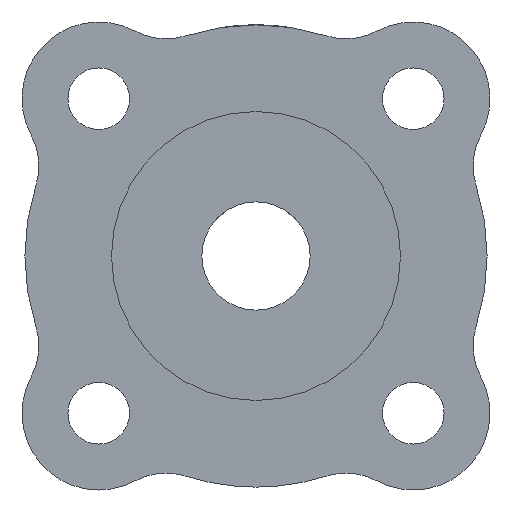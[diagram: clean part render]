
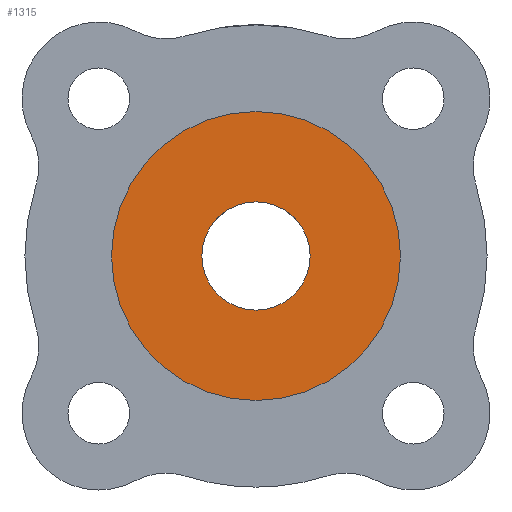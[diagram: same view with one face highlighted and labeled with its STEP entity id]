
A CAD part, front view. The second image highlights one B-rep face of the part: STEP entity #1315.
In plain terms, the highlighted planar face has unit normal (0, -1, 0).
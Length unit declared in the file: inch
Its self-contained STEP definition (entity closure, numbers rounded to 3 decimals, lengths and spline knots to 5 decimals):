
#6 = CIRCLE ( 'NONE', #666, 0.09375 ) ;
#38 = CIRCLE ( 'NONE', #692, 0.25 ) ;
#61 = VERTEX_POINT ( 'NONE', #424 ) ;
#226 = ORIENTED_EDGE ( 'NONE', *, *, #1186, .T. ) ;
#359 = CIRCLE ( 'NONE', #1304, 0.09375 ) ;
#393 = AXIS2_PLACEMENT_3D ( 'NONE', #889, #701, #685 ) ;
#396 = CIRCLE ( 'NONE', #729, 0.25 ) ;
#424 = CARTESIAN_POINT ( 'NONE',  ( 0., 0., -0.09375 ) ) ;
#436 = VERTEX_POINT ( 'NONE', #1232 ) ;
#453 = ORIENTED_EDGE ( 'NONE', *, *, #720, .T. ) ;
#491 = EDGE_LOOP ( 'NONE', ( #1302, #1191 ) ) ;
#590 = FACE_OUTER_BOUND ( 'NONE', #491, .T. ) ;
#599 = DIRECTION ( 'NONE',  ( 0., 0., 1. ) ) ;
#601 = DIRECTION ( 'NONE',  ( 0., 1., 0. ) ) ;
#604 = CARTESIAN_POINT ( 'NONE',  ( 0., 0., 0. ) ) ;
#666 = AXIS2_PLACEMENT_3D ( 'NONE', #890, #887, #881 ) ;
#685 = DIRECTION ( 'NONE',  ( 0., 0., 1. ) ) ;
#692 = AXIS2_PLACEMENT_3D ( 'NONE', #973, #969, #919 ) ;
#701 = DIRECTION ( 'NONE',  ( 0., 1., 0. ) ) ;
#703 = EDGE_LOOP ( 'NONE', ( #226, #453 ) ) ;
#720 = EDGE_CURVE ( 'NONE', #61, #436, #359, .T. ) ;
#721 = VERTEX_POINT ( 'NONE', #804 ) ;
#729 = AXIS2_PLACEMENT_3D ( 'NONE', #1422, #1392, #1375 ) ;
#782 = PLANE ( 'NONE',  #393 ) ;
#804 = CARTESIAN_POINT ( 'NONE',  ( 0., 0., 0.25 ) ) ;
#881 = DIRECTION ( 'NONE',  ( 0., 0., 1. ) ) ;
#887 = DIRECTION ( 'NONE',  ( 0., 1., 0. ) ) ;
#889 = CARTESIAN_POINT ( 'NONE',  ( 0., 0., 0. ) ) ;
#890 = CARTESIAN_POINT ( 'NONE',  ( 0., 0., 0. ) ) ;
#906 = CARTESIAN_POINT ( 'NONE',  ( 0., 0., -0.25 ) ) ;
#919 = DIRECTION ( 'NONE',  ( 0., 0., 1. ) ) ;
#961 = FACE_BOUND ( 'NONE', #703, .T. ) ;
#969 = DIRECTION ( 'NONE',  ( 0., 1., 0. ) ) ;
#973 = CARTESIAN_POINT ( 'NONE',  ( 0., 0., 0. ) ) ;
#1160 = EDGE_CURVE ( 'NONE', #721, #1307, #396, .T. ) ;
#1183 = EDGE_CURVE ( 'NONE', #1307, #721, #38, .T. ) ;
#1186 = EDGE_CURVE ( 'NONE', #436, #61, #6, .T. ) ;
#1191 = ORIENTED_EDGE ( 'NONE', *, *, #1160, .F. ) ;
#1232 = CARTESIAN_POINT ( 'NONE',  ( 0., 0., 0.09375 ) ) ;
#1302 = ORIENTED_EDGE ( 'NONE', *, *, #1183, .F. ) ;
#1304 = AXIS2_PLACEMENT_3D ( 'NONE', #604, #601, #599 ) ;
#1307 = VERTEX_POINT ( 'NONE', #906 ) ;
#1315 = ADVANCED_FACE ( 'NONE', ( #961, #590 ), #782, .F. ) ;
#1375 = DIRECTION ( 'NONE',  ( 0., 0., 1. ) ) ;
#1392 = DIRECTION ( 'NONE',  ( 0., 1., 0. ) ) ;
#1422 = CARTESIAN_POINT ( 'NONE',  ( 0., 0., 0. ) ) ;
